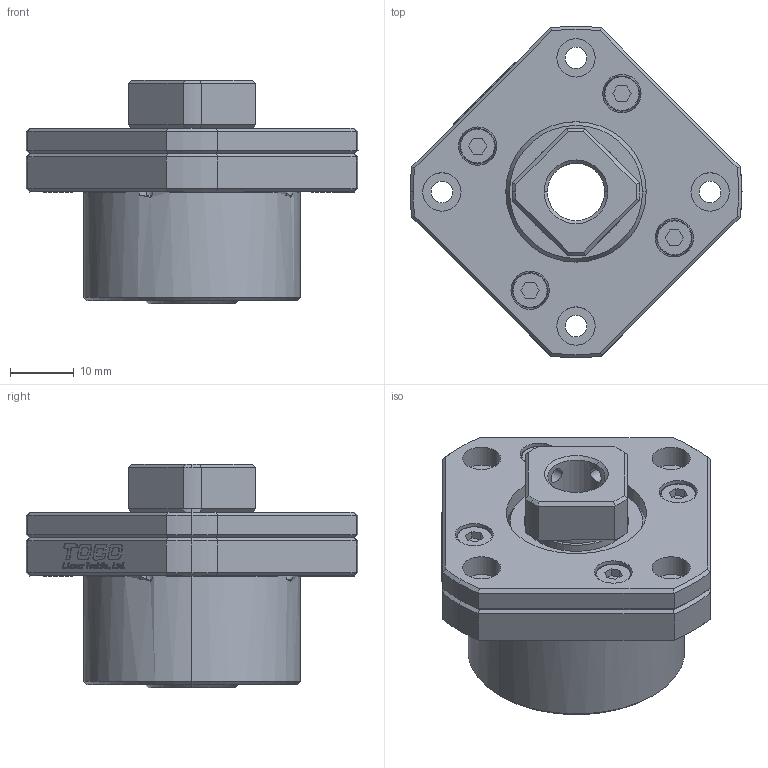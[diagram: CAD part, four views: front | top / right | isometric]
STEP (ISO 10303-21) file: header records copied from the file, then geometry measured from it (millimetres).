
FILE_DESCRIPTION (( 'STEP AP214' ), '1' );
FILE_NAME ('FK10.STEP', '2019-04-08T01:47:11', ( '' ), ( '' ), 'SwSTEP 2.0', 'SolidWorks 2015', '' );
FILE_SCHEMA (( 'AUTOMOTIVE_DESIGN' ));
Length unit declared in the file: millimetre
Products named in the file (1): FK10
Bounding box: 52 x 51.93 x 35 mm (x, y, z)
Surface area: 11886.7 mm2 (no closed solid volume)
Topology: 0 solids, 35 shells, 790 faces, 2154 edges, 1421 vertices
Faces by surface type: plane 617, cylinder 77, cone 63, bspline 33
Entity records: 27840 total; most frequent: CARTESIAN_POINT 7013, ORIENTED_EDGE 4196, DIRECTION 3723, EDGE_CURVE 2154, LINE 1717, VECTOR 1717, VERTEX_POINT 1421, AXIS2_PLACEMENT_3D 1003
